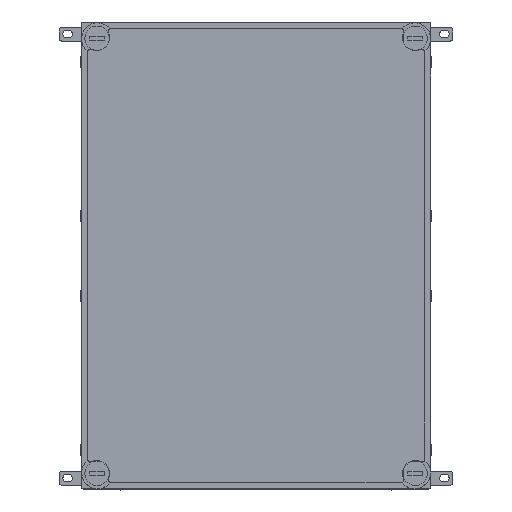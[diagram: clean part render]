
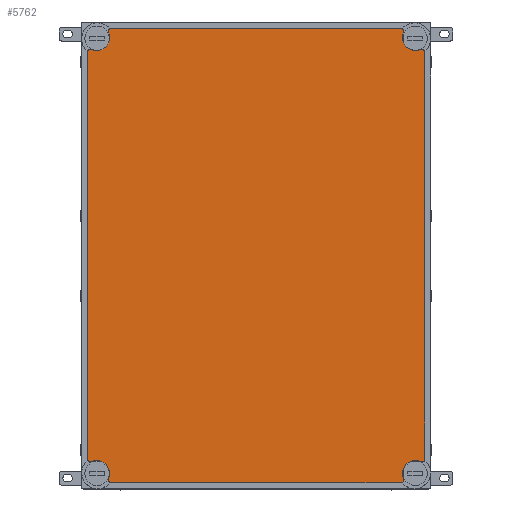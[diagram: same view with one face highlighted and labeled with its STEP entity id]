
A CAD part, top view. The second image highlights one B-rep face of the part: STEP entity #5762.
In plain terms, the highlighted planar face has unit normal (0, 0, 1).
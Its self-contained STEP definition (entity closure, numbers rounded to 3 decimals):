
#5762 = ADVANCED_FACE( '', ( #13049 ), #13050, .T. );
#13049 = FACE_OUTER_BOUND( '', #22503, .T. );
#13050 = PLANE( '', #22504 );
#22503 = EDGE_LOOP( '', ( #40251, #40252, #40253, #40254, #40255, #40256, #40257, #40258, #40259, #40260, #40261, #40262, #40263, #40264, #40265, #40266 ) );
#22504 = AXIS2_PLACEMENT_3D( '', #40267, #40268, #40269 );
#40251 = ORIENTED_EDGE( '', *, *, #50001, .F. );
#40252 = ORIENTED_EDGE( '', *, *, #56715, .T. );
#40253 = ORIENTED_EDGE( '', *, *, #56716, .F. );
#40254 = ORIENTED_EDGE( '', *, *, #56717, .T. );
#40255 = ORIENTED_EDGE( '', *, *, #56393, .F. );
#40256 = ORIENTED_EDGE( '', *, *, #51504, .F. );
#40257 = ORIENTED_EDGE( '', *, *, #50698, .F. );
#40258 = ORIENTED_EDGE( '', *, *, #51463, .T. );
#40259 = ORIENTED_EDGE( '', *, *, #56718, .F. );
#40260 = ORIENTED_EDGE( '', *, *, #56591, .F. );
#40261 = ORIENTED_EDGE( '', *, *, #51714, .F. );
#40262 = ORIENTED_EDGE( '', *, *, #53496, .T. );
#40263 = ORIENTED_EDGE( '', *, *, #56522, .F. );
#40264 = ORIENTED_EDGE( '', *, *, #56631, .T. );
#40265 = ORIENTED_EDGE( '', *, *, #56719, .F. );
#40266 = ORIENTED_EDGE( '', *, *, #56720, .T. );
#40267 = CARTESIAN_POINT( '', ( 0., 0., 180. ) );
#40268 = DIRECTION( '', ( 0., 0., 1. ) );
#40269 = DIRECTION( '', ( 1., 0., 0. ) );
#50001 = EDGE_CURVE( '', #59142, #59143, #59144, .F. );
#50698 = EDGE_CURVE( '', #60406, #60407, #60408, .F. );
#51463 = EDGE_CURVE( '', #60406, #61715, #61717, .F. );
#51504 = EDGE_CURVE( '', #60407, #61782, #61783, .T. );
#51714 = EDGE_CURVE( '', #62131, #62132, #62133, .F. );
#53496 = EDGE_CURVE( '', #62131, #65053, #65055, .F. );
#56393 = EDGE_CURVE( '', #61782, #69352, #69353, .F. );
#56522 = EDGE_CURVE( '', #69524, #65053, #69525, .F. );
#56591 = EDGE_CURVE( '', #62132, #69612, #69613, .T. );
#56631 = EDGE_CURVE( '', #69524, #69663, #69665, .T. );
#56715 = EDGE_CURVE( '', #59142, #69778, #69779, .T. );
#56716 = EDGE_CURVE( '', #69780, #69778, #69781, .F. );
#56717 = EDGE_CURVE( '', #69780, #69352, #69782, .F. );
#56718 = EDGE_CURVE( '', #69612, #61715, #69783, .F. );
#56719 = EDGE_CURVE( '', #69784, #69663, #69785, .F. );
#56720 = EDGE_CURVE( '', #69784, #59143, #69786, .F. );
#59142 = VERTEX_POINT( '', #72573 );
#59143 = VERTEX_POINT( '', #72574 );
#59144 = CIRCLE( '', #72575, 3. );
#60406 = VERTEX_POINT( '', #74285 );
#60407 = VERTEX_POINT( '', #74286 );
#60408 = CIRCLE( '', #74287, 3. );
#61715 = VERTEX_POINT( '', #75993 );
#61717 = CIRCLE( '', #75996, 13.64 );
#61782 = VERTEX_POINT( '', #76082 );
#61783 = LINE( '', #76083, #76084 );
#62131 = VERTEX_POINT( '', #76534 );
#62132 = VERTEX_POINT( '', #76535 );
#62133 = CIRCLE( '', #76536, 3. );
#65053 = VERTEX_POINT( '', #80370 );
#65055 = CIRCLE( '', #80373, 13.64 );
#69352 = VERTEX_POINT( '', #86070 );
#69353 = CIRCLE( '', #86071, 3. );
#69524 = VERTEX_POINT( '', #86304 );
#69525 = CIRCLE( '', #86305, 3. );
#69612 = VERTEX_POINT( '', #86427 );
#69613 = LINE( '', #86428, #86429 );
#69663 = VERTEX_POINT( '', #86500 );
#69665 = LINE( '', #86503, #86504 );
#69778 = VERTEX_POINT( '', #86645 );
#69779 = LINE( '', #86646, #86647 );
#69780 = VERTEX_POINT( '', #86648 );
#69781 = CIRCLE( '', #86649, 3. );
#69782 = CIRCLE( '', #86650, 13.64 );
#69783 = CIRCLE( '', #86651, 3. );
#69784 = VERTEX_POINT( '', #86652 );
#69785 = CIRCLE( '', #86653, 3. );
#69786 = CIRCLE( '', #86654, 13.64 );
#72573 = CARTESIAN_POINT( '', ( 6.4, 341.451, 180. ) );
#72574 = CARTESIAN_POINT( '', ( 10.68, 344.164, 180. ) );
#72575 = AXIS2_PLACEMENT_3D( '', #89927, #89928, #89929 );
#74285 = CARTESIAN_POINT( '', ( 469.164, 10.68, 180. ) );
#74286 = CARTESIAN_POINT( '', ( 466.451, 6.4, 180. ) );
#74287 = AXIS2_PLACEMENT_3D( '', #90792, #90793, #90794 );
#75993 = CARTESIAN_POINT( '', ( 487.32, 28.836, 180. ) );
#75996 = AXIS2_PLACEMENT_3D( '', #91783, #91784, #91785 );
#76082 = CARTESIAN_POINT( '', ( 31.549, 6.4, 180. ) );
#76083 = CARTESIAN_POINT( '', ( 498., 6.4, 180. ) );
#76084 = VECTOR( '', #91831, 1000. );
#76534 = CARTESIAN_POINT( '', ( 487.32, 344.164, 180. ) );
#76535 = CARTESIAN_POINT( '', ( 491.6, 341.451, 180. ) );
#76536 = AXIS2_PLACEMENT_3D( '', #92105, #92106, #92107 );
#80370 = CARTESIAN_POINT( '', ( 469.164, 362.32, 180. ) );
#80373 = AXIS2_PLACEMENT_3D( '', #94397, #94398, #94399 );
#86070 = CARTESIAN_POINT( '', ( 28.836, 10.68, 180. ) );
#86071 = AXIS2_PLACEMENT_3D( '', #98374, #98375, #98376 );
#86304 = CARTESIAN_POINT( '', ( 466.451, 366.6, 180. ) );
#86305 = AXIS2_PLACEMENT_3D( '', #98490, #98491, #98492 );
#86427 = CARTESIAN_POINT( '', ( 491.6, 31.549, 180. ) );
#86428 = CARTESIAN_POINT( '', ( 491.6, 373., 180. ) );
#86429 = VECTOR( '', #98546, 1000. );
#86500 = CARTESIAN_POINT( '', ( 31.549, 366.6, 180. ) );
#86503 = CARTESIAN_POINT( '', ( 498., 366.6, 180. ) );
#86504 = VECTOR( '', #98581, 1000. );
#86645 = CARTESIAN_POINT( '', ( 6.4, 31.549, 180. ) );
#86646 = CARTESIAN_POINT( '', ( 6.4, 373., 180. ) );
#86647 = VECTOR( '', #98685, 1000. );
#86648 = CARTESIAN_POINT( '', ( 10.68, 28.836, 180. ) );
#86649 = AXIS2_PLACEMENT_3D( '', #98686, #98687, #98688 );
#86650 = AXIS2_PLACEMENT_3D( '', #98689, #98690, #98691 );
#86651 = AXIS2_PLACEMENT_3D( '', #98692, #98693, #98694 );
#86652 = CARTESIAN_POINT( '', ( 28.836, 362.32, 180. ) );
#86653 = AXIS2_PLACEMENT_3D( '', #98695, #98696, #98697 );
#86654 = AXIS2_PLACEMENT_3D( '', #98698, #98699, #98700 );
#89927 = CARTESIAN_POINT( '', ( 9.4, 341.451, 180. ) );
#89928 = DIRECTION( '', ( 0., 0., 1. ) );
#89929 = DIRECTION( '', ( 1., 0., 0. ) );
#90792 = CARTESIAN_POINT( '', ( 466.451, 9.4, 180. ) );
#90793 = DIRECTION( '', ( 0., 0., 1. ) );
#90794 = DIRECTION( '', ( 1., 0., 0. ) );
#91783 = CARTESIAN_POINT( '', ( 481.5, 16.5, 180. ) );
#91784 = DIRECTION( '', ( 0., 0., 1. ) );
#91785 = DIRECTION( '', ( 1., 0., 0. ) );
#91831 = DIRECTION( '', ( -1., 0., 0. ) );
#92105 = CARTESIAN_POINT( '', ( 488.6, 341.451, 180. ) );
#92106 = DIRECTION( '', ( 0., 0., 1. ) );
#92107 = DIRECTION( '', ( 1., 0., 0. ) );
#94397 = CARTESIAN_POINT( '', ( 481.5, 356.5, 180. ) );
#94398 = DIRECTION( '', ( 0., 0., 1. ) );
#94399 = DIRECTION( '', ( 1., 0., 0. ) );
#98374 = CARTESIAN_POINT( '', ( 31.549, 9.4, 180. ) );
#98375 = DIRECTION( '', ( 0., 0., 1. ) );
#98376 = DIRECTION( '', ( 1., 0., 0. ) );
#98490 = CARTESIAN_POINT( '', ( 466.451, 363.6, 180. ) );
#98491 = DIRECTION( '', ( 0., 0., 1. ) );
#98492 = DIRECTION( '', ( 1., 0., 0. ) );
#98546 = DIRECTION( '', ( 0., -1., 0. ) );
#98581 = DIRECTION( '', ( -1., 0., 0. ) );
#98685 = DIRECTION( '', ( 0., -1., 0. ) );
#98686 = CARTESIAN_POINT( '', ( 9.4, 31.549, 180. ) );
#98687 = DIRECTION( '', ( 0., 0., 1. ) );
#98688 = DIRECTION( '', ( 1., 0., 0. ) );
#98689 = CARTESIAN_POINT( '', ( 16.5, 16.5, 180. ) );
#98690 = DIRECTION( '', ( 0., 0., 1. ) );
#98691 = DIRECTION( '', ( 1., 0., 0. ) );
#98692 = CARTESIAN_POINT( '', ( 488.6, 31.549, 180. ) );
#98693 = DIRECTION( '', ( 0., 0., 1. ) );
#98694 = DIRECTION( '', ( 1., 0., 0. ) );
#98695 = CARTESIAN_POINT( '', ( 31.549, 363.6, 180. ) );
#98696 = DIRECTION( '', ( 0., 0., 1. ) );
#98697 = DIRECTION( '', ( 1., 0., 0. ) );
#98698 = CARTESIAN_POINT( '', ( 16.5, 356.5, 180. ) );
#98699 = DIRECTION( '', ( 0., 0., 1. ) );
#98700 = DIRECTION( '', ( 1., 0., 0. ) );
